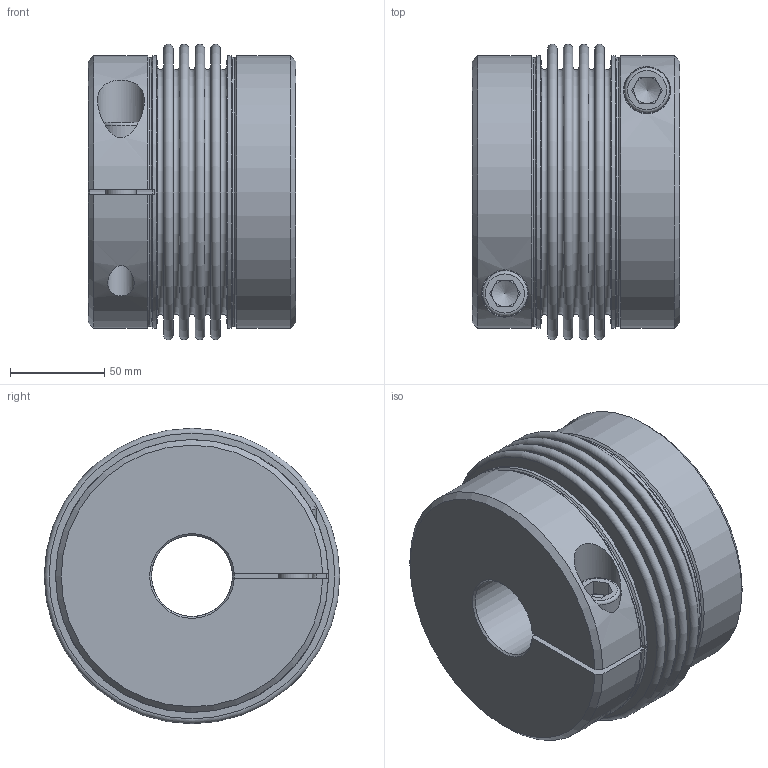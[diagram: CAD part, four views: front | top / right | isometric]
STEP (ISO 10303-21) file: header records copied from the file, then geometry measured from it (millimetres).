
FILE_DESCRIPTION( ( 'Unknown' ), '1' );
FILE_NAME( 'KG-VA 1000 - 4W.stp', 'Unknown', ( 'Unknown' ), ( 'Unknown' ), 'PSStep 10.1', 'Unknown', ' ' );
FILE_SCHEMA( ( 'AUTOMOTIVE_DESIGN { 1 0 10303 214 1 1 1 1 }' ) );
Length unit declared in the file: millimetre
Products named in the file (1): 28817608
Bounding box: 110.48 x 157 x 157 mm (x, y, z)
Volume: 1092667.5 mm3; surface area: 247859.1 mm2
Topology: 1 solids, 1 shells, 108 faces, 237 edges, 153 vertices
Faces by surface type: plane 52, torus 22, cylinder 18, cone 16
Full cylindrical faces by diameter (mm): 14 x2, 16 x2, 16.3 x2, 24 x2, 25 x2, 143.2 x2, 145 x2
Entity records: 3942 total; most frequent: CARTESIAN_POINT 831, DIRECTION 492, ORIENTED_EDGE 368, AXIS2_PLACEMENT_3D 207, EDGE_CURVE 184, EDGE_LOOP 176, FACE_OUTER_BOUND 142, VERTEX_POINT 142
